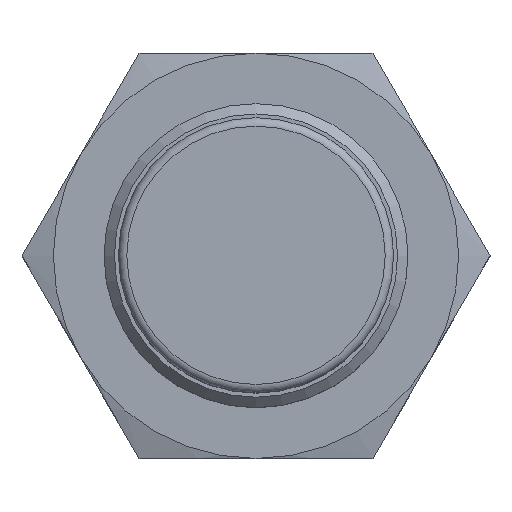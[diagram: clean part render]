
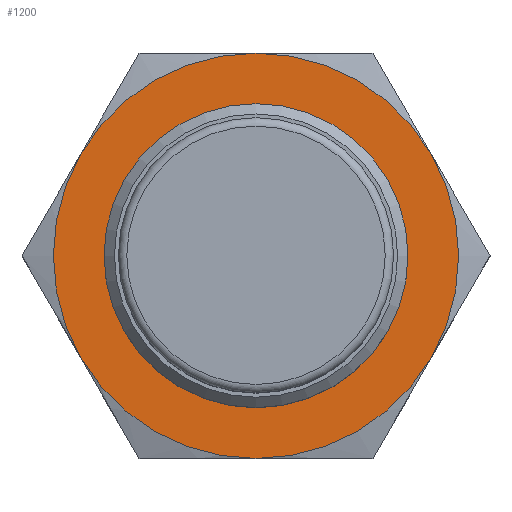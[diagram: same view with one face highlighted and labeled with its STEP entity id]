
A CAD part, top view. The second image highlights one B-rep face of the part: STEP entity #1200.
In plain terms, the highlighted face is planar.
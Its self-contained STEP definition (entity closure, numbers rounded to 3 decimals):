
#70 = DIRECTION ( 'NONE',  ( 0., 1., 0. ) ) ;
#168 = DIRECTION ( 'NONE',  ( 0., 1., 0. ) ) ;
#204 = CARTESIAN_POINT ( 'NONE',  ( 0., 12.968, 0. ) ) ;
#299 = EDGE_CURVE ( 'NONE', #3292, #1106, #521, .T. ) ;
#302 = CIRCLE ( 'NONE', #622, 12. ) ;
#309 = CARTESIAN_POINT ( 'NONE',  ( -6., 12.968, -10.392 ) ) ;
#310 = CIRCLE ( 'NONE', #2305, 12. ) ;
#378 = DIRECTION ( 'NONE',  ( 0., 1., 0. ) ) ;
#521 = CIRCLE ( 'NONE', #2418, 12. ) ;
#622 = AXIS2_PLACEMENT_3D ( 'NONE', #1104, #378, #1925 ) ;
#708 = PLANE ( 'NONE',  #1554 ) ;
#780 = ORIENTED_EDGE ( 'NONE', *, *, #2657, .T. ) ;
#903 = EDGE_LOOP ( 'NONE', ( #780, #2192, #2915, #1908, #2865, #908 ) ) ;
#908 = ORIENTED_EDGE ( 'NONE', *, *, #299, .T. ) ;
#944 = EDGE_CURVE ( 'NONE', #1844, #1848, #310, .T. ) ;
#982 = DIRECTION ( 'NONE',  ( -1., 0., 0. ) ) ;
#1104 = CARTESIAN_POINT ( 'NONE',  ( 0., 12.968, 0. ) ) ;
#1106 = VERTEX_POINT ( 'NONE', #2074 ) ;
#1199 = DIRECTION ( 'NONE',  ( -1., 0., 0. ) ) ;
#1200 = ADVANCED_FACE ( 'NONE', ( #1829, #1591 ), #708, .F. ) ;
#1217 = CIRCLE ( 'NONE', #2638, 12. ) ;
#1284 = VERTEX_POINT ( 'NONE', #2595 ) ;
#1314 = CARTESIAN_POINT ( 'NONE',  ( 0., 12.968, 0. ) ) ;
#1364 = CARTESIAN_POINT ( 'NONE',  ( 6., 12.968, -10.392 ) ) ;
#1495 = EDGE_CURVE ( 'NONE', #3185, #3292, #2368, .T. ) ;
#1554 = AXIS2_PLACEMENT_3D ( 'NONE', #1742, #2093, #3347 ) ;
#1591 = FACE_OUTER_BOUND ( 'NONE', #903, .T. ) ;
#1742 = CARTESIAN_POINT ( 'NONE',  ( 0., 12.968, 12. ) ) ;
#1749 = AXIS2_PLACEMENT_3D ( 'NONE', #1865, #2395, #1897 ) ;
#1821 = DIRECTION ( 'NONE',  ( -1., 0., 0. ) ) ;
#1829 = FACE_BOUND ( 'NONE', #2127, .T. ) ;
#1831 = ORIENTED_EDGE ( 'NONE', *, *, #1900, .F. ) ;
#1844 = VERTEX_POINT ( 'NONE', #2575 ) ;
#1848 = VERTEX_POINT ( 'NONE', #2274 ) ;
#1865 = CARTESIAN_POINT ( 'NONE',  ( 0., 12.968, 0. ) ) ;
#1897 = DIRECTION ( 'NONE',  ( -1., 0., 0. ) ) ;
#1900 = EDGE_CURVE ( 'NONE', #1284, #1284, #2761, .T. ) ;
#1908 = ORIENTED_EDGE ( 'NONE', *, *, #2559, .T. ) ;
#1925 = DIRECTION ( 'NONE',  ( -1., 0., 0. ) ) ;
#2012 = DIRECTION ( 'NONE',  ( 0., 1., 0. ) ) ;
#2050 = CARTESIAN_POINT ( 'NONE',  ( 0., 12.968, 0. ) ) ;
#2066 = DIRECTION ( 'NONE',  ( -1., 0., 0. ) ) ;
#2074 = CARTESIAN_POINT ( 'NONE',  ( -12., 12.968, 0. ) ) ;
#2093 = DIRECTION ( 'NONE',  ( 0., -1., 0. ) ) ;
#2127 = EDGE_LOOP ( 'NONE', ( #1831 ) ) ;
#2192 = ORIENTED_EDGE ( 'NONE', *, *, #944, .T. ) ;
#2274 = CARTESIAN_POINT ( 'NONE',  ( 6., 12.968, 10.392 ) ) ;
#2305 = AXIS2_PLACEMENT_3D ( 'NONE', #2050, #2328, #2066 ) ;
#2328 = DIRECTION ( 'NONE',  ( 0., 1., 0. ) ) ;
#2368 = CIRCLE ( 'NONE', #2704, 12. ) ;
#2395 = DIRECTION ( 'NONE',  ( 0., 1., 0. ) ) ;
#2418 = AXIS2_PLACEMENT_3D ( 'NONE', #3174, #70, #2883 ) ;
#2481 = VERTEX_POINT ( 'NONE', #2695 ) ;
#2491 = CARTESIAN_POINT ( 'NONE',  ( 0., 12.968, 0. ) ) ;
#2559 = EDGE_CURVE ( 'NONE', #2481, #3185, #2797, .T. ) ;
#2562 = DIRECTION ( 'NONE',  ( 0., 1., 0. ) ) ;
#2575 = CARTESIAN_POINT ( 'NONE',  ( -6., 12.968, 10.392 ) ) ;
#2595 = CARTESIAN_POINT ( 'NONE',  ( -9., 12.968, 0. ) ) ;
#2638 = AXIS2_PLACEMENT_3D ( 'NONE', #204, #2562, #982 ) ;
#2657 = EDGE_CURVE ( 'NONE', #1106, #1844, #1217, .T. ) ;
#2695 = CARTESIAN_POINT ( 'NONE',  ( 12., 12.968, 0. ) ) ;
#2704 = AXIS2_PLACEMENT_3D ( 'NONE', #2491, #168, #1199 ) ;
#2761 = CIRCLE ( 'NONE', #2924, 9. ) ;
#2797 = CIRCLE ( 'NONE', #1749, 12. ) ;
#2865 = ORIENTED_EDGE ( 'NONE', *, *, #1495, .T. ) ;
#2883 = DIRECTION ( 'NONE',  ( -1., 0., 0. ) ) ;
#2915 = ORIENTED_EDGE ( 'NONE', *, *, #2962, .T. ) ;
#2924 = AXIS2_PLACEMENT_3D ( 'NONE', #1314, #2012, #1821 ) ;
#2962 = EDGE_CURVE ( 'NONE', #1848, #2481, #302, .T. ) ;
#3174 = CARTESIAN_POINT ( 'NONE',  ( 0., 12.968, 0. ) ) ;
#3185 = VERTEX_POINT ( 'NONE', #1364 ) ;
#3292 = VERTEX_POINT ( 'NONE', #309 ) ;
#3347 = DIRECTION ( 'NONE',  ( 1., 0., 0. ) ) ;
